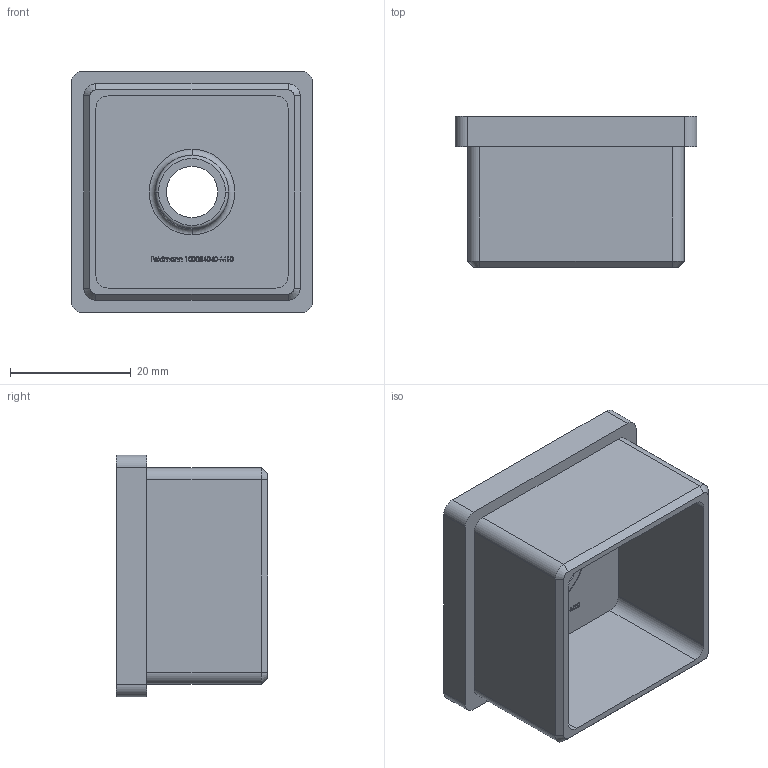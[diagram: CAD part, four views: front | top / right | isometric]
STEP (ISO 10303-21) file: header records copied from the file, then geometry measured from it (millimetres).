
FILE_DESCRIPTION (( 'STEP AP203' ), '1' );
FILE_NAME ('100034040-M10.step', '2018-12-19T09:26:53', ( '' ), ( '' ), 'SwSTEP 2.0', 'SolidWorks 2015', '' );
FILE_SCHEMA (( 'CONFIG_CONTROL_DESIGN' ));
Length unit declared in the file: millimetre
Products named in the file (1): 100034040-M10
Bounding box: 40 x 25 x 40 mm (x, y, z)
Volume: 13148.3 mm3; surface area: 9280.1 mm2
Topology: 1 solids, 1 shells, 307 faces, 798 edges, 528 vertices
Faces by surface type: plane 165, bspline 116, cylinder 14, cone 8, torus 4
Entity records: 16641 total; most frequent: CARTESIAN_POINT 9782, ORIENTED_EDGE 1596, DIRECTION 998, EDGE_CURVE 798, VERTEX_POINT 528, VECTOR 518, LINE 518, EDGE_LOOP 344
